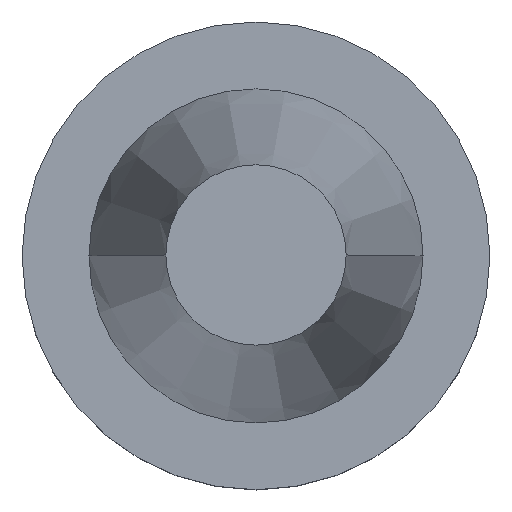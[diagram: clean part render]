
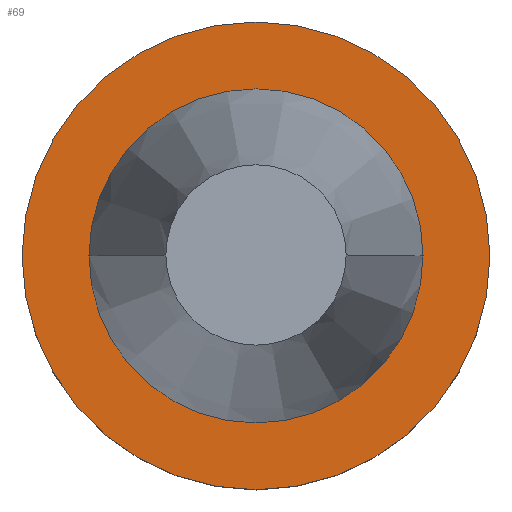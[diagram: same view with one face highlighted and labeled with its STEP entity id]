
A CAD part, top view. The second image highlights one B-rep face of the part: STEP entity #69.
In plain terms, the highlighted planar face has unit normal (0, 0, 1).
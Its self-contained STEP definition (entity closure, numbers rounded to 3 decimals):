
#69=ADVANCED_FACE('',(#90,#91),#86,.F.);
#86=PLANE('',#272);
#90=FACE_BOUND('',#108,.T.);
#91=FACE_BOUND('',#109,.T.);
#108=EDGE_LOOP('',(#134));
#109=EDGE_LOOP('',(#135,#136));
#134=ORIENTED_EDGE('',*,*,#200,.T.);
#135=ORIENTED_EDGE('',*,*,#201,.T.);
#136=ORIENTED_EDGE('',*,*,#202,.T.);
#182=VERTEX_POINT('',#397);
#183=VERTEX_POINT('',#399);
#184=VERTEX_POINT('',#400);
#200=EDGE_CURVE('',#182,#182,#224,.T.);
#201=EDGE_CURVE('',#183,#184,#225,.T.);
#202=EDGE_CURVE('',#184,#183,#226,.T.);
#224=CIRCLE('',#269,31.775);
#225=CIRCLE('',#270,22.692);
#226=CIRCLE('',#271,22.692);
#269=AXIS2_PLACEMENT_3D('',#396,#314,#315);
#270=AXIS2_PLACEMENT_3D('',#398,#316,#317);
#271=AXIS2_PLACEMENT_3D('',#401,#318,#319);
#272=AXIS2_PLACEMENT_3D('',#402,#320,#321);
#314=DIRECTION('',(0.,0.,1.));
#315=DIRECTION('',(-1.,0.,0.));
#316=DIRECTION('',(0.,0.,-1.));
#317=DIRECTION('',(-1.,0.,0.));
#318=DIRECTION('',(0.,0.,-1.));
#319=DIRECTION('',(-1.,0.,0.));
#320=DIRECTION('',(0.,0.,-1.));
#321=DIRECTION('',(-1.,0.,0.));
#396=CARTESIAN_POINT('',(0.011,0.,-3.2));
#397=CARTESIAN_POINT('',(-31.764,0.,-3.2));
#398=CARTESIAN_POINT('',(0.011,0.,-3.2));
#399=CARTESIAN_POINT('',(22.703,0.,-3.2));
#400=CARTESIAN_POINT('',(-22.68,0.,-3.2));
#401=CARTESIAN_POINT('',(0.011,0.,-3.2));
#402=CARTESIAN_POINT('',(0.011,-22.692,-3.2));
